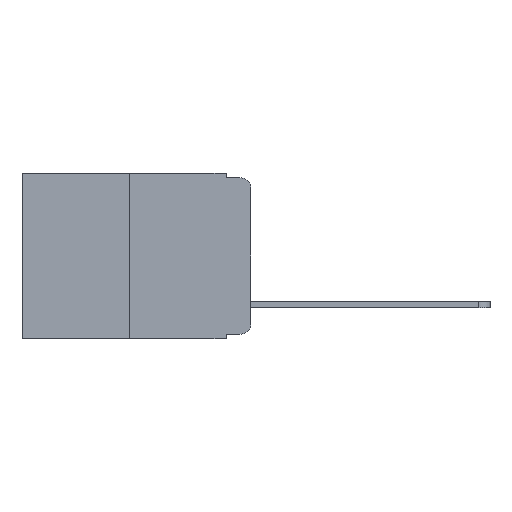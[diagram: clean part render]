
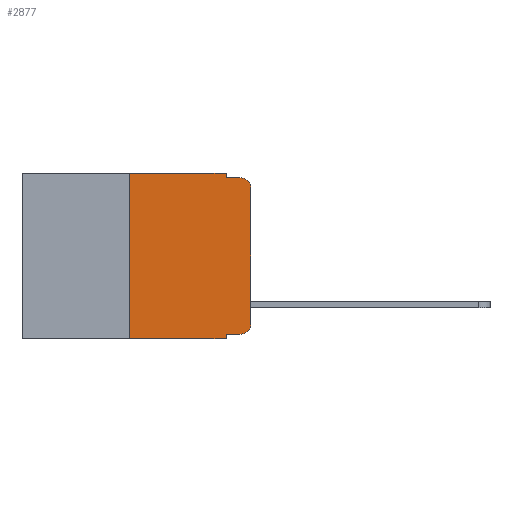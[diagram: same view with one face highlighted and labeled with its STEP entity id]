
A CAD part, left-side view. The second image highlights one B-rep face of the part: STEP entity #2877.
In plain terms, the highlighted planar face has unit normal (-1, 0, 0).
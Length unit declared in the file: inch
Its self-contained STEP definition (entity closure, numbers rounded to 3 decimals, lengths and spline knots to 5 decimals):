
#436 = CARTESIAN_POINT ( 'NONE',  ( 0., 0.473, -0.343 ) ) ;
#1122 = VECTOR ( 'NONE', #7172, 39.37008 ) ;
#1292 = CARTESIAN_POINT ( 'NONE',  ( 0., 0.02, -0.03 ) ) ;
#1714 = DIRECTION ( 'NONE',  ( 0., -1., 0. ) ) ;
#1974 = CARTESIAN_POINT ( 'NONE',  ( 0., 0.473, 0. ) ) ;
#2234 = ORIENTED_EDGE ( 'NONE', *, *, #11871, .F. ) ;
#2473 = DIRECTION ( 'NONE',  ( 0., 0., -1. ) ) ;
#2774 = ORIENTED_EDGE ( 'NONE', *, *, #11243, .T. ) ;
#2877 = ADVANCED_FACE ( 'NONE', ( #9093 ), #11638, .F. ) ;
#2972 = VERTEX_POINT ( 'NONE', #6916 ) ;
#3117 = LINE ( 'NONE', #12166, #13448 ) ;
#3338 = ORIENTED_EDGE ( 'NONE', *, *, #11778, .F. ) ;
#3394 = CARTESIAN_POINT ( 'NONE',  ( 0., 0.25, -0.343 ) ) ;
#3492 = CARTESIAN_POINT ( 'NONE',  ( 0., 0., 0. ) ) ;
#3753 = VERTEX_POINT ( 'NONE', #6089 ) ;
#4166 = LINE ( 'NONE', #11229, #11841 ) ;
#4266 = AXIS2_PLACEMENT_3D ( 'NONE', #1292, #8732, #2473 ) ;
#4301 = VECTOR ( 'NONE', #12455, 39.37008 ) ;
#4376 = VERTEX_POINT ( 'NONE', #7180 ) ;
#4400 = VERTEX_POINT ( 'NONE', #5140 ) ;
#4472 = CARTESIAN_POINT ( 'NONE',  ( 0., 0.02, -0.01 ) ) ;
#4535 = DIRECTION ( 'NONE',  ( 0., 0., 1. ) ) ;
#4779 = LINE ( 'NONE', #11089, #1122 ) ;
#4861 = DIRECTION ( 'NONE',  ( -1., 0., 0. ) ) ;
#5140 = CARTESIAN_POINT ( 'NONE',  ( 0., 0.051, 0. ) ) ;
#5274 = ORIENTED_EDGE ( 'NONE', *, *, #12168, .T. ) ;
#5358 = EDGE_CURVE ( 'NONE', #6638, #4400, #12679, .T. ) ;
#5555 = CARTESIAN_POINT ( 'NONE',  ( 0., 0.051, -0.333 ) ) ;
#5834 = VECTOR ( 'NONE', #1714, 39.37008 ) ;
#5997 = DIRECTION ( 'NONE',  ( 0., -1., 0. ) ) ;
#6089 = CARTESIAN_POINT ( 'NONE',  ( 0., 0.051, -0.01 ) ) ;
#6149 = LINE ( 'NONE', #436, #5834 ) ;
#6396 = VERTEX_POINT ( 'NONE', #6676 ) ;
#6474 = VECTOR ( 'NONE', #5997, 39.37008 ) ;
#6638 = VERTEX_POINT ( 'NONE', #10969 ) ;
#6676 = CARTESIAN_POINT ( 'NONE',  ( 0., 0.051, -0.333 ) ) ;
#6743 = DIRECTION ( 'NONE',  ( 0., 0., -1. ) ) ;
#6916 = CARTESIAN_POINT ( 'NONE',  ( 0., 0., -0.313 ) ) ;
#7172 = DIRECTION ( 'NONE',  ( 0., 0., 1. ) ) ;
#7180 = CARTESIAN_POINT ( 'NONE',  ( 0., 0.02, -0.333 ) ) ;
#7206 = ORIENTED_EDGE ( 'NONE', *, *, #10961, .T. ) ;
#7323 = AXIS2_PLACEMENT_3D ( 'NONE', #10898, #4861, #11860 ) ;
#7347 = CARTESIAN_POINT ( 'NONE',  ( 0., 0.051, -0.343 ) ) ;
#7524 = ORIENTED_EDGE ( 'NONE', *, *, #10987, .T. ) ;
#7581 = VECTOR ( 'NONE', #4535, 39.37008 ) ;
#7942 = ORIENTED_EDGE ( 'NONE', *, *, #11207, .F. ) ;
#8250 = CARTESIAN_POINT ( 'NONE',  ( 0., 0., -0.03 ) ) ;
#8713 = CARTESIAN_POINT ( 'NONE',  ( 0., 0.473, 0. ) ) ;
#8732 = DIRECTION ( 'NONE',  ( -1., 0., 0. ) ) ;
#8998 = CARTESIAN_POINT ( 'NONE',  ( 0., 0.051, -0.01 ) ) ;
#9045 = VERTEX_POINT ( 'NONE', #8250 ) ;
#9093 = FACE_OUTER_BOUND ( 'NONE', #12360, .T. ) ;
#9258 = ORIENTED_EDGE ( 'NONE', *, *, #11370, .F. ) ;
#9395 = ORIENTED_EDGE ( 'NONE', *, *, #13112, .T. ) ;
#9458 = LINE ( 'NONE', #8998, #6474 ) ;
#9539 = ORIENTED_EDGE ( 'NONE', *, *, #5358, .F. ) ;
#10257 = DIRECTION ( 'NONE',  ( 0., 0., -1. ) ) ;
#10898 = CARTESIAN_POINT ( 'NONE',  ( 0., 0.02, -0.313 ) ) ;
#10961 = EDGE_CURVE ( 'NONE', #2972, #9045, #12727, .T. ) ;
#10969 = CARTESIAN_POINT ( 'NONE',  ( 0., 0.25, 0. ) ) ;
#10987 = EDGE_CURVE ( 'NONE', #9045, #12171, #12444, .T. ) ;
#11089 = CARTESIAN_POINT ( 'NONE',  ( 0., 0.25, 0. ) ) ;
#11207 = EDGE_CURVE ( 'NONE', #3753, #12171, #9458, .T. ) ;
#11229 = CARTESIAN_POINT ( 'NONE',  ( 0., 0.051, 0. ) ) ;
#11243 = EDGE_CURVE ( 'NONE', #12768, #11915, #6149, .T. ) ;
#11370 = EDGE_CURVE ( 'NONE', #4400, #3753, #4166, .T. ) ;
#11638 = PLANE ( 'NONE',  #12838 ) ;
#11778 = EDGE_CURVE ( 'NONE', #12768, #6638, #4779, .T. ) ;
#11841 = VECTOR ( 'NONE', #10257, 39.37008 ) ;
#11860 = DIRECTION ( 'NONE',  ( 0., 0., -1. ) ) ;
#11871 = EDGE_CURVE ( 'NONE', #6396, #11915, #3117, .T. ) ;
#11915 = VERTEX_POINT ( 'NONE', #7347 ) ;
#11966 = LINE ( 'NONE', #5555, #4301 ) ;
#12166 = CARTESIAN_POINT ( 'NONE',  ( 0., 0.051, 0. ) ) ;
#12168 = EDGE_CURVE ( 'NONE', #6396, #4376, #11966, .T. ) ;
#12171 = VERTEX_POINT ( 'NONE', #4472 ) ;
#12201 = DIRECTION ( 'NONE',  ( 0., 0., -1. ) ) ;
#12360 = EDGE_LOOP ( 'NONE', ( #7206, #7524, #7942, #9258, #9539, #3338, #2774, #2234, #5274, #9395 ) ) ;
#12390 = VECTOR ( 'NONE', #13083, 39.37008 ) ;
#12412 = CIRCLE ( 'NONE', #7323, 0.02 ) ;
#12444 = CIRCLE ( 'NONE', #4266, 0.02 ) ;
#12455 = DIRECTION ( 'NONE',  ( 0., -1., 0. ) ) ;
#12575 = DIRECTION ( 'NONE',  ( 1., 0., 0. ) ) ;
#12679 = LINE ( 'NONE', #1974, #12390 ) ;
#12727 = LINE ( 'NONE', #3492, #7581 ) ;
#12768 = VERTEX_POINT ( 'NONE', #3394 ) ;
#12838 = AXIS2_PLACEMENT_3D ( 'NONE', #8713, #12575, #6743 ) ;
#13083 = DIRECTION ( 'NONE',  ( 0., -1., 0. ) ) ;
#13112 = EDGE_CURVE ( 'NONE', #4376, #2972, #12412, .T. ) ;
#13448 = VECTOR ( 'NONE', #12201, 39.37008 ) ;
